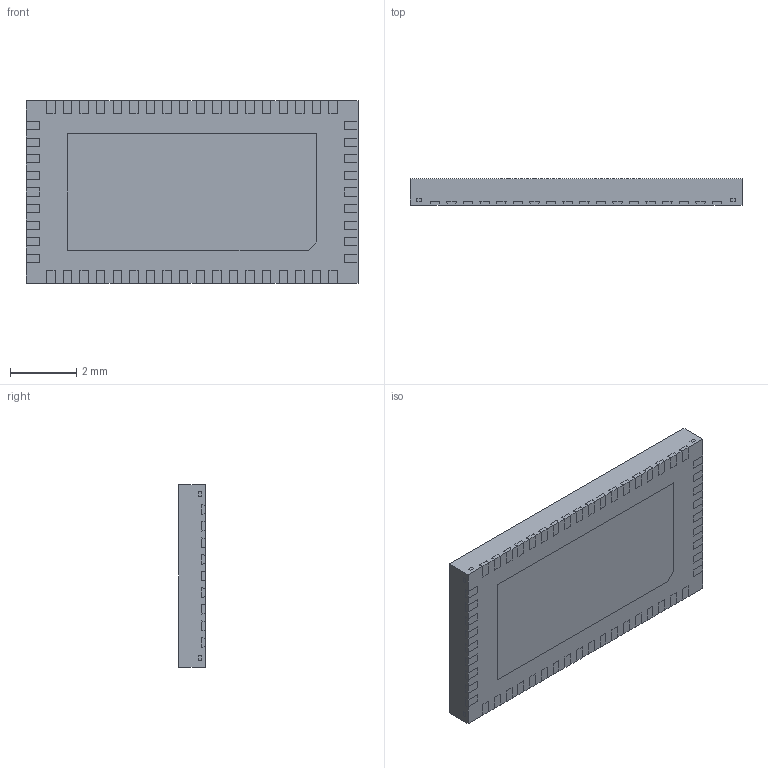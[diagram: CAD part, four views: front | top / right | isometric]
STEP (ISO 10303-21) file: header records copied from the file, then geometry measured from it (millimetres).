
FILE_DESCRIPTION((''),'2;1');
FILE_NAME('NJY0054A_ASM','2013-06-05T',('a0412025'),(''),'PRO/ENGINEER BY PARAMETRIC TECHNOLOGY CORPORATION, 2011490','PRO/ENGINEER BY PARAMETRIC TECHNOLOGY CORPORATION, 2011490','');
FILE_SCHEMA(('AUTOMOTIVE_DESIGN_CC2 { 1 2 10303 214 -1 1 5 2 }'));
Length unit declared in the file: millimetre
Products named in the file (3): BODY-NJY0054; FRAME-NJY0054A; NJY0054A_ASM
Assembly tree (2 placements, depth 2):
  NJY0054A_ASM
    BODY-NJY0054
    FRAME-NJY0054A
Bounding box: 10 x 0.8 x 5.5 mm (x, y, z)
Volume: 44 mm3; surface area: 244 mm2
Topology: 60 solids, 60 shells, 841 faces, 2150 edges, 1430 vertices
Faces by surface type: plane 723, cylinder 118
Entity records: 33506 total; most frequent: CARTESIAN_POINT 6240, ORIENTED_EDGE 4300, DIRECTION 3616, PRESENTATION_STYLE_ASSIGNMENT 2265, STYLED_ITEM 2210, CURVE_STYLE 2150, EDGE_CURVE 2150, VECTOR 1924
